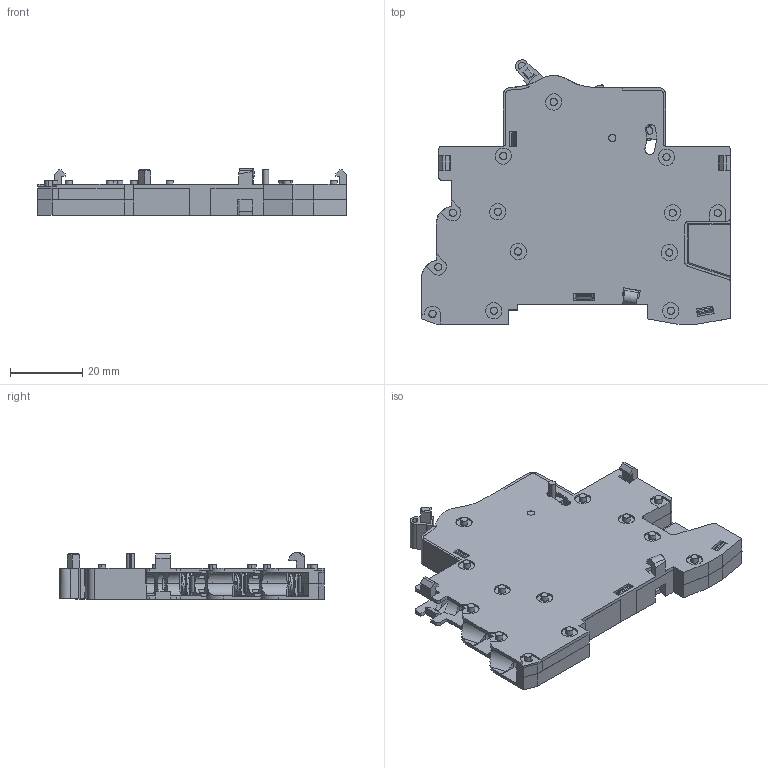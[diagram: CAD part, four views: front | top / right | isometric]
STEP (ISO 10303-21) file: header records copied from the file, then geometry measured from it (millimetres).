
FILE_DESCRIPTION(/* description */ (''),/* implementation_level */ '2;1');
FILE_NAME(/* name */ '3d_P1X1011.stp',/* time_stamp */ '2023-02-16T17:57:15+01:00',/* author */ (''),/* organization */ (''),/* preprocessor_version */ 'ST-DEVELOPER v16.7',/* originating_system */ 'SIEMENS PLM Software NX 12.0',/* authorisation */ '');
FILE_SCHEMA (('AUTOMOTIVE_DESIGN { 1 0 10303 214 3 1 1 1 }'));
Length unit declared in the file: millimetre
Products named in the file (1): Rugg351822675y4q
Bounding box: 85.5 x 73.16 x 13 mm (x, y, z)
Surface area: 21076.9 mm2 (no closed solid volume)
Topology: 0 solids, 465 shells, 724 faces, 4063 edges, 3791 vertices
Faces by surface type: plane 469, cylinder 189, bspline 49, cone 14, sphere 3
Entity records: 48143 total; most frequent: CARTESIAN_POINT 17304, ORIENTED_EDGE 4668, EDGE_CURVE 4055, DIRECTION 4036, VERTEX_POINT 3790, LINE 2096, VECTOR 2096, B_SPLINE_CURVE_WITH_KNOTS 1597
